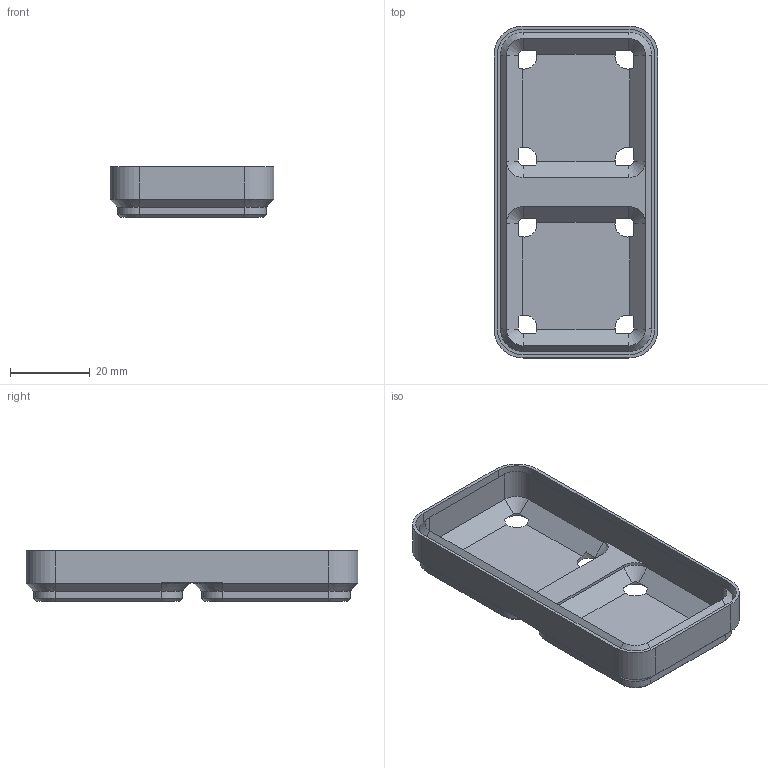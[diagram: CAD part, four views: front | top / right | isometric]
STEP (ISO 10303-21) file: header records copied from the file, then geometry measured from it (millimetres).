
FILE_DESCRIPTION(/* description */ ('STEP AP242','CAx-IF Rec.Pracs.---Representation and Presentation of Product Manufacturing Information (PMI)---4.0---2014-10-13','CAx-IF Rec.Pracs.---3D Tessellated Geometry---0.4---2014-09-14','2;1'),/* implementation_level */ '2;1');
FILE_NAME(/* name */ 'Export Assembly - base_1x2_0.002 meter',/* time_stamp */ '2025-04-03T23:42:32Z',/* author */ (''),/* organization */ (''),/* preprocessor_version */ 'ST-DEVELOPER v20',/* originating_system */ 'ONSHAPE BY PTC INC, 1.195',/* authorisation */ ' ');
FILE_SCHEMA (('AP242_MANAGED_MODEL_BASED_3D_ENGINEERING_MIM_LF { 1 0 10303 442 1 1 4 }'));
Length unit declared in the file: millimetre
Products named in the file (1): base_1x2_0.002 meter
Bounding box: 41 x 83 x 12.75 mm (x, y, z)
Volume: 10367 mm3; surface area: 14523.4 mm2
Topology: 1 solids, 1 shells, 140 faces, 352 edges, 208 vertices
Faces by surface type: plane 72, cylinder 40, cone 28
Full cylindrical faces by diameter (mm): 6.5 x8
Entity records: 4058 total; most frequent: DIRECTION 738, CARTESIAN_POINT 677, ORIENTED_EDGE 672, EDGE_CURVE 336, AXIS2_PLACEMENT_3D 261, LINE 216, VECTOR 216, VERTEX_POINT 200
